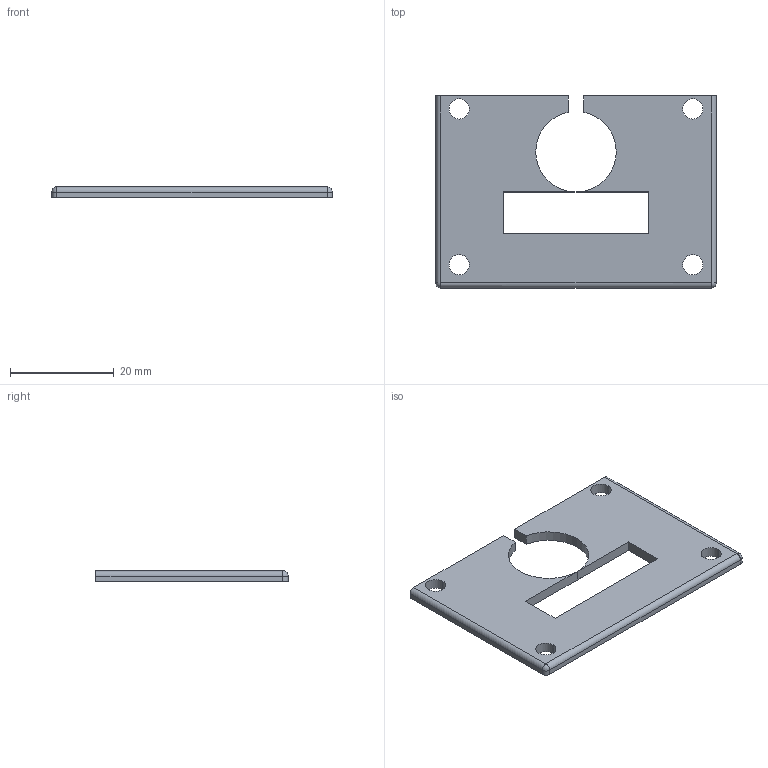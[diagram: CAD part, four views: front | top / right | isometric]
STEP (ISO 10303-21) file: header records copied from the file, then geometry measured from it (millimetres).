
FILE_DESCRIPTION(('CATIA V5 STEP Exchange'),'2;1');
FILE_NAME('控制器侧盖.stp','2025-02-24T18:16:39+00:00',('none'),('none'),'CATIA Version 5 Release 21 GA (IN-10)','CATIA V5 STEP AP203','none');
FILE_SCHEMA(('CONFIG_CONTROL_DESIGN'));
Length unit declared in the file: millimetre
Products named in the file (1): 控制盒侧盖
Bounding box: 54 x 37 x 2 mm (x, y, z)
Volume: 3028.8 mm3; surface area: 3702.9 mm2
Topology: 1 solids, 1 shells, 31 faces, 81 edges, 50 vertices
Faces by surface type: cylinder 15, plane 14, sphere 2
Entity records: 980 total; most frequent: CARTESIAN_POINT 188, ORIENTED_EDGE 162, DIRECTION 128, EDGE_CURVE 81, AXIS2_PLACEMENT_3D 54, VECTOR 51, LINE 51, VERTEX_POINT 50
